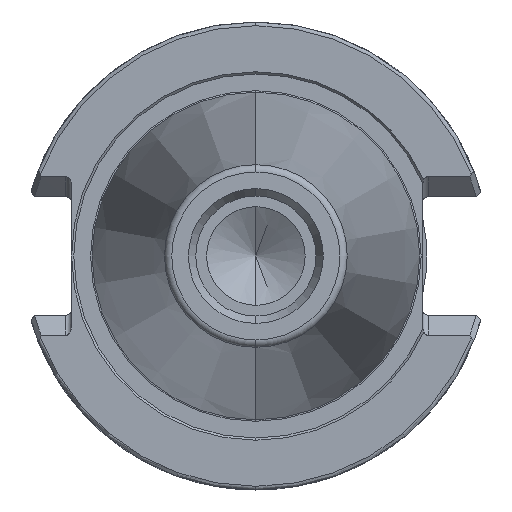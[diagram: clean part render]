
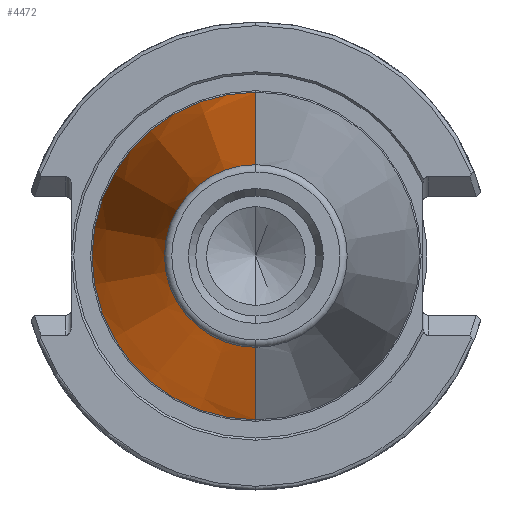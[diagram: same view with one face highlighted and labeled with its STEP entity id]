
A CAD part, left-side view. The second image highlights one B-rep face of the part: STEP entity #4472.
In plain terms, the highlighted conical face has half-angle 8.297 degrees and reference radius 22.225 mm.
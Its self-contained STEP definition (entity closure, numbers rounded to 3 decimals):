
#289 = DIRECTION ( 'NONE',  ( 0., 0., 1. ) ) ;
#589 = VERTEX_POINT ( 'NONE', #2308 ) ;
#619 = EDGE_CURVE ( 'NONE', #589, #2381, #1384, .T. ) ;
#700 = ORIENTED_EDGE ( 'NONE', *, *, #1242, .F. ) ;
#702 = ORIENTED_EDGE ( 'NONE', *, *, #4200, .T. ) ;
#740 = CARTESIAN_POINT ( 'NONE',  ( 0.856, 0., 12.397 ) ) ;
#950 = CIRCLE ( 'NONE', #3208, 22.225 ) ;
#993 = EDGE_CURVE ( 'NONE', #2438, #2381, #950, .T. ) ;
#1109 = DIRECTION ( 'NONE',  ( 1., 0., 0. ) ) ;
#1182 = CARTESIAN_POINT ( 'NONE',  ( 68.25, 0., -22.225 ) ) ;
#1242 = EDGE_CURVE ( 'NONE', #3133, #589, #4370, .T. ) ;
#1293 = CARTESIAN_POINT ( 'NONE',  ( 68.25, 0., 22.225 ) ) ;
#1384 = LINE ( 'NONE', #4266, #2307 ) ;
#2080 = CARTESIAN_POINT ( 'NONE',  ( 0.856, 0., 0. ) ) ;
#2276 = DIRECTION ( 'NONE',  ( 0., 0., -1. ) ) ;
#2286 = AXIS2_PLACEMENT_3D ( 'NONE', #3827, #1109, #2276 ) ;
#2307 = VECTOR ( 'NONE', #5058, 1000. ) ;
#2308 = CARTESIAN_POINT ( 'NONE',  ( 0.856, 0., -12.397 ) ) ;
#2381 = VERTEX_POINT ( 'NONE', #1182 ) ;
#2438 = VERTEX_POINT ( 'NONE', #4849 ) ;
#2473 = DIRECTION ( 'NONE',  ( 0., 0., 1. ) ) ;
#2641 = DIRECTION ( 'NONE',  ( -1., 0., 0. ) ) ;
#2936 = ORIENTED_EDGE ( 'NONE', *, *, #619, .F. ) ;
#3122 = ORIENTED_EDGE ( 'NONE', *, *, #993, .T. ) ;
#3133 = VERTEX_POINT ( 'NONE', #740 ) ;
#3176 = EDGE_LOOP ( 'NONE', ( #700, #702, #3122, #2936 ) ) ;
#3208 = AXIS2_PLACEMENT_3D ( 'NONE', #4968, #2641, #289 ) ;
#3368 = AXIS2_PLACEMENT_3D ( 'NONE', #2080, #4803, #2473 ) ;
#3603 = FACE_OUTER_BOUND ( 'NONE', #3176, .T. ) ;
#3827 = CARTESIAN_POINT ( 'NONE',  ( 68.25, 0., 0. ) ) ;
#4200 = EDGE_CURVE ( 'NONE', #3133, #2438, #4699, .T. ) ;
#4266 = CARTESIAN_POINT ( 'NONE',  ( 68.25, 0., -22.225 ) ) ;
#4370 = CIRCLE ( 'NONE', #3368, 12.397 ) ;
#4415 = DIRECTION ( 'NONE',  ( 0.99, 0., 0.144 ) ) ;
#4446 = VECTOR ( 'NONE', #4415, 1000. ) ;
#4472 = ADVANCED_FACE ( 'NONE', ( #3603 ), #4507, .T. ) ;
#4507 = CONICAL_SURFACE ( 'NONE', #2286, 22.225, 0.145 ) ;
#4699 = LINE ( 'NONE', #1293, #4446 ) ;
#4803 = DIRECTION ( 'NONE',  ( -1., 0., 0. ) ) ;
#4849 = CARTESIAN_POINT ( 'NONE',  ( 68.25, 0., 22.225 ) ) ;
#4968 = CARTESIAN_POINT ( 'NONE',  ( 68.25, 0., 0. ) ) ;
#5058 = DIRECTION ( 'NONE',  ( 0.99, 0., -0.144 ) ) ;
